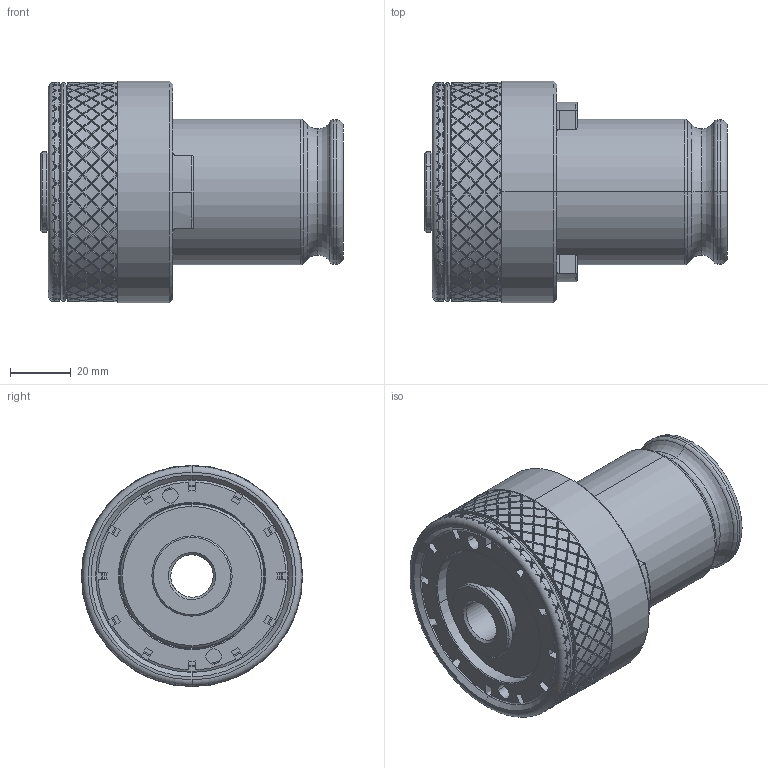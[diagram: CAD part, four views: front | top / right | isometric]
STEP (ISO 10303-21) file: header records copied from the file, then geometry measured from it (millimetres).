
FILE_DESCRIPTION (( 'STEP AP203' ), '1' );
FILE_NAME ('61-S.16.13.181411.STEP', '2019-04-16T05:51:26', ( 'Acer' ), ( '' ), 'SwSTEP 2.0', 'SolidWorks 2018', '' );
FILE_SCHEMA (( 'CONFIG_CONTROL_DESIGN' ));
Products named in the file (1): 61-S.16.13.181411
Bounding box: 99.94 x 73 x 73 mm (x, y, z)
Surface area: 42837.2 mm2 (no closed solid volume)
Topology: 0 solids, 8 shells, 1832 faces, 4254 edges, 2385 vertices
Faces by surface type: bspline 1280, cylinder 446, plane 42, cone 33, torus 31
Entity records: 72246 total; most frequent: CARTESIAN_POINT 46123, ORIENTED_EDGE 8215, EDGE_CURVE 4252, VERTEX_POINT 2385, DIRECTION 2325, EDGE_LOOP 1847, ADVANCED_FACE 1832, FACE_OUTER_BOUND 1832
